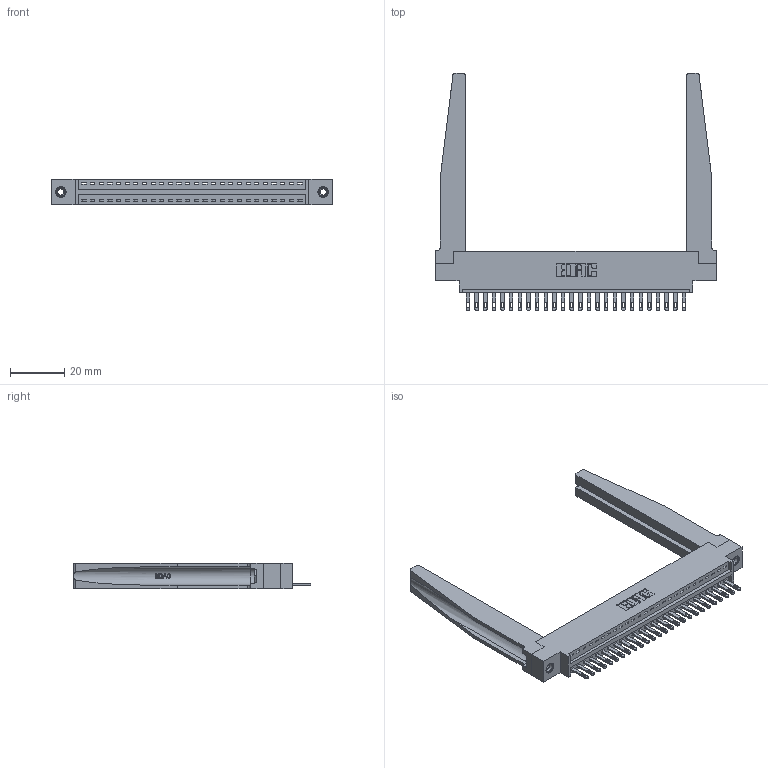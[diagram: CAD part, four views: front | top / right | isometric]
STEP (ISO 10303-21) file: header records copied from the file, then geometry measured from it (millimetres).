
FILE_DESCRIPTION (( 'STEP AP203' ), '1' );
FILE_NAME ('346-026-500-678.STEP', '2022-05-06T01:57:53', ( '' ), ( '' ), 'SwSTEP 2.0', 'SolidWorks 2020', '' );
FILE_SCHEMA (( 'CONFIG_CONTROL_DESIGN' ));
Length unit declared in the file: inch
Products named in the file (5): 345-250-001_345-250-001-102; 346-220-078_345-220-078; 346-026-500-678; 345-292-001_345-293-100; 346 Part_0.170 Offset - 0.156 Dia-TH
Assembly tree (31 placements, depth 2):
  346-026-500-678
    346 Part_0.170 Offset - 0.156 Dia-TH
    345-292-001_345-293-100  x26
    346-220-078_345-220-078  x2
    345-250-001_345-250-001-102  x2
Bounding box: 103.12 x 87.12 x 9.4 mm (x, y, z)
Volume: 16513.3 mm3; surface area: 18624.9 mm2
Topology: 31 solids, 31 shells, 1778 faces, 5353 edges, 3558 vertices
Faces by surface type: plane 1120, cylinder 606, bspline 36, cone 12, torus 4
Entity records: 23516 total; most frequent: CARTESIAN_POINT 4951, ORIENTED_EDGE 3798, DIRECTION 3373, EDGE_CURVE 1899, LINE 1565, VECTOR 1565, VERTEX_POINT 1260, AXIS2_PLACEMENT_3D 904
